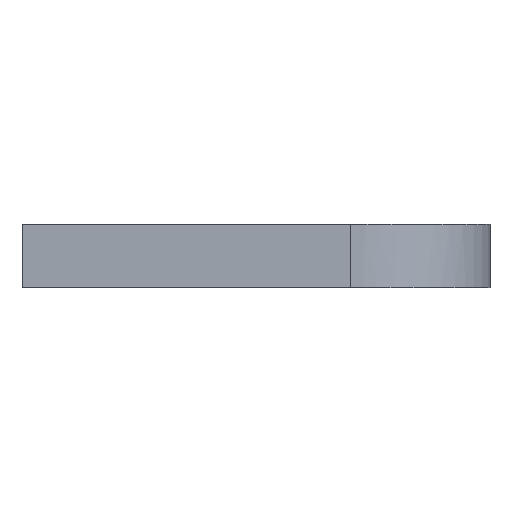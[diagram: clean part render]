
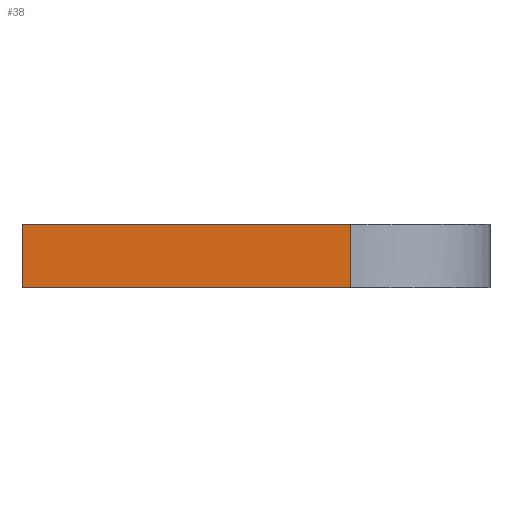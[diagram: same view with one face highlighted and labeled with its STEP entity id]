
A CAD part, left-side view. The second image highlights one B-rep face of the part: STEP entity #38.
In plain terms, the highlighted free-form (B-spline) face has degree [1, 1] with [2, 2] control points.
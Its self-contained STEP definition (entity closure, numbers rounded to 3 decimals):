
#7 = CARTESIAN_POINT ( 'NONE',  ( -291.567, 58.698, 0. ) ) ;
#12 = B_SPLINE_SURFACE_WITH_KNOTS ( 'NONE', 1, 1, ( 
 ( #643, #150 ),
 ( #367, #587 ) ),
 .UNSPECIFIED., .F., .F., .F.,
 ( 2, 2 ),
 ( 2, 2 ),
 ( 0., 1. ),
 ( 0., 1. ),
 .UNSPECIFIED. ) ;
#15 = CARTESIAN_POINT ( 'NONE',  ( -291.567, 58.698, -8. ) ) ;
#38 = ADVANCED_FACE ( 'NONE', ( #199 ), #12, .F. ) ;
#44 = ORIENTED_EDGE ( 'NONE', *, *, #473, .F. ) ;
#99 = CARTESIAN_POINT ( 'NONE',  ( -291.567, 17.5, -8. ) ) ;
#118 = CARTESIAN_POINT ( 'NONE',  ( -291.567, 17.5, 0. ) ) ;
#136 = B_SPLINE_CURVE_WITH_KNOTS ( 'NONE', 1,
 ( #145, #15 ),
 .UNSPECIFIED., .F., .F.,
 ( 2, 2 ),
 ( 0., 1. ),
 .UNSPECIFIED. ) ;
#145 = CARTESIAN_POINT ( 'NONE',  ( -291.567, 17.5, -8. ) ) ;
#150 = CARTESIAN_POINT ( 'NONE',  ( -291.567, 17.5, 0. ) ) ;
#181 = VERTEX_POINT ( 'NONE', #660 ) ;
#182 = CARTESIAN_POINT ( 'NONE',  ( -291.567, 17.5, 0. ) ) ;
#199 = FACE_OUTER_BOUND ( 'NONE', #451, .T. ) ;
#230 = B_SPLINE_CURVE_WITH_KNOTS ( 'NONE', 1,
 ( #118, #338 ),
 .UNSPECIFIED., .F., .F.,
 ( 2, 2 ),
 ( -1., 0. ),
 .UNSPECIFIED. ) ;
#244 = VERTEX_POINT ( 'NONE', #360 ) ;
#272 = VERTEX_POINT ( 'NONE', #182 ) ;
#338 = CARTESIAN_POINT ( 'NONE',  ( -291.567, 17.5, -8. ) ) ;
#353 = VERTEX_POINT ( 'NONE', #99 ) ;
#359 = ORIENTED_EDGE ( 'NONE', *, *, #475, .T. ) ;
#360 = CARTESIAN_POINT ( 'NONE',  ( -291.567, 58.698, -8. ) ) ;
#367 = CARTESIAN_POINT ( 'NONE',  ( -291.567, 58.698, -8. ) ) ;
#433 = CARTESIAN_POINT ( 'NONE',  ( -291.567, 58.698, -8. ) ) ;
#451 = EDGE_LOOP ( 'NONE', ( #490, #550, #44, #359 ) ) ;
#457 = EDGE_CURVE ( 'NONE', #181, #244, #698, .T. ) ;
#473 = EDGE_CURVE ( 'NONE', #272, #353, #230, .T. ) ;
#475 = EDGE_CURVE ( 'NONE', #272, #181, #589, .T. ) ;
#485 = CARTESIAN_POINT ( 'NONE',  ( -291.567, 58.698, 0. ) ) ;
#490 = ORIENTED_EDGE ( 'NONE', *, *, #457, .T. ) ;
#498 = CARTESIAN_POINT ( 'NONE',  ( -291.567, 17.5, 0. ) ) ;
#550 = ORIENTED_EDGE ( 'NONE', *, *, #668, .F. ) ;
#587 = CARTESIAN_POINT ( 'NONE',  ( -291.567, 58.698, 0. ) ) ;
#589 = B_SPLINE_CURVE_WITH_KNOTS ( 'NONE', 1,
 ( #498, #7 ),
 .UNSPECIFIED., .F., .F.,
 ( 2, 2 ),
 ( 0., 1. ),
 .UNSPECIFIED. ) ;
#643 = CARTESIAN_POINT ( 'NONE',  ( -291.567, 17.5, -8. ) ) ;
#660 = CARTESIAN_POINT ( 'NONE',  ( -291.567, 58.698, 0. ) ) ;
#668 = EDGE_CURVE ( 'NONE', #353, #244, #136, .T. ) ;
#698 = B_SPLINE_CURVE_WITH_KNOTS ( 'NONE', 1,
 ( #485, #433 ),
 .UNSPECIFIED., .F., .F.,
 ( 2, 2 ),
 ( 0., 1. ),
 .UNSPECIFIED. ) ;
